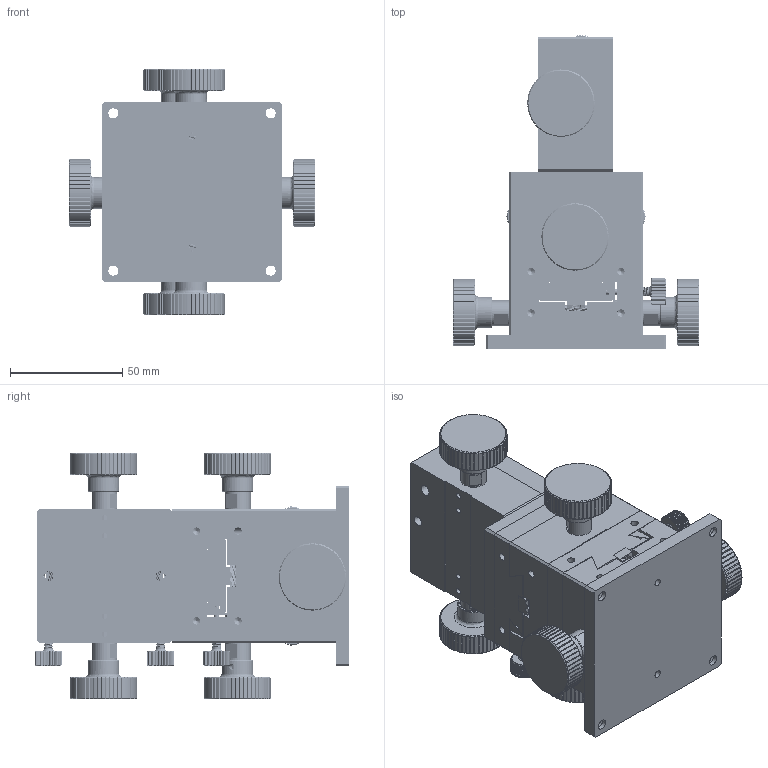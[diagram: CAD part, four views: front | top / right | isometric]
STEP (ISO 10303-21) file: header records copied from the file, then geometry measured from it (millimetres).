
FILE_DESCRIPTION (( 'STEP AP203' ), '1' );
FILE_NAME ('528846.STEP', '2024-10-16T06:56:11', ( 'Windows User' ), ( 'P R C' ), 'SwSTEP 2.0', 'SolidWorks 2020', '' );
FILE_SCHEMA (( 'CONFIG_CONTROL_DESIGN' ));
Products named in the file (1): 528846
Bounding box: 110 x 139.99 x 110 mm (x, y, z)
Volume: 445181.9 mm3; surface area: 175013.8 mm2
Topology: 33 solids, 33 shells, 4608 faces, 11042 edges, 6541 vertices
Faces by surface type: plane 2190, cone 1307, cylinder 990, bspline 121
Full cylindrical faces by diameter (mm): 2.05 x9, 2.5 x45, 2.9 x6, 3.3 x62, 3.4 x6, 4 x118, 4.5 x16, 5 x9, 6 x6, 7 x19, 8 x16, 11.5 x6, 12.2 x6, 14 x6, 15 x3
Entity records: 498013 total; most frequent: CARTESIAN_POINT 401352, ORIENTED_EDGE 20406, DIRECTION 19127, EDGE_CURVE 10203, AXIS2_PLACEMENT_3D 7501, VERTEX_POINT 6158, EDGE_LOOP 5111, FACE_OUTER_BOUND 4729
